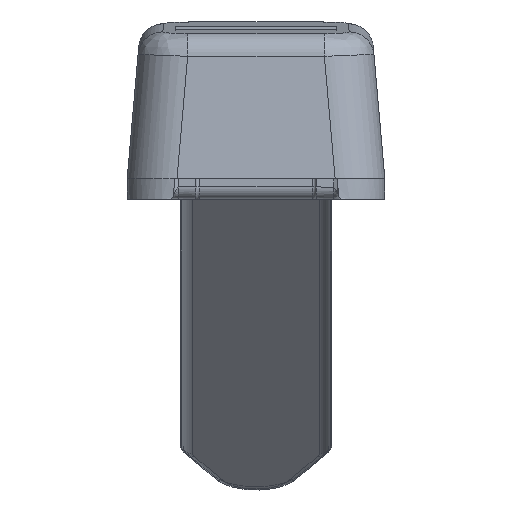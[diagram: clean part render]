
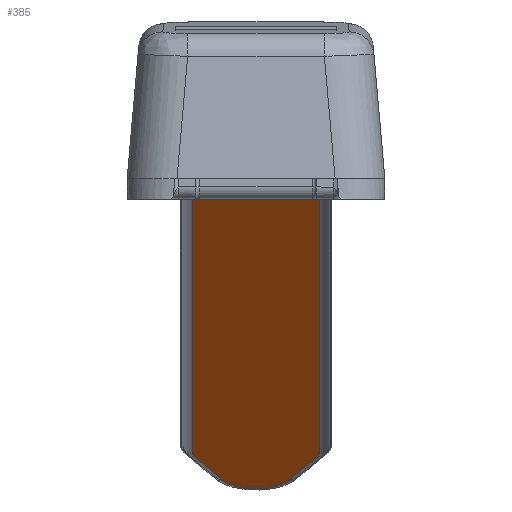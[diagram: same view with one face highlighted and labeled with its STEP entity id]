
A CAD part, left-side view. The second image highlights one B-rep face of the part: STEP entity #385.
In plain terms, the highlighted planar face has unit normal (-0.407, 0, -0.913).
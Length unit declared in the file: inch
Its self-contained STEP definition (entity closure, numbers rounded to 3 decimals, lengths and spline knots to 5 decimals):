
#385=ADVANCED_FACE('',(#657),#506,.T.);
#506=PLANE('',#3468);
#657=FACE_OUTER_BOUND('',#847,.T.);
#847=EDGE_LOOP('',(#1653,#1654,#1655,#1656,#1657,#1658,#1659,#1660));
#1012=CIRCLE('',#3451,0.045);
#1016=CIRCLE('',#3466,0.016);
#1017=CIRCLE('',#3467,0.016);
#1653=ORIENTED_EDGE('',*,*,#2601,.T.);
#1654=ORIENTED_EDGE('',*,*,#2602,.T.);
#1655=ORIENTED_EDGE('',*,*,#2603,.T.);
#1656=ORIENTED_EDGE('',*,*,#2604,.T.);
#1657=ORIENTED_EDGE('',*,*,#2605,.T.);
#1658=ORIENTED_EDGE('',*,*,#2566,.T.);
#1659=ORIENTED_EDGE('',*,*,#2574,.T.);
#1660=ORIENTED_EDGE('',*,*,#2606,.T.);
#2176=VERTEX_POINT('',#5450);
#2177=VERTEX_POINT('',#5452);
#2183=VERTEX_POINT('',#5478);
#2204=VERTEX_POINT('',#5583);
#2205=VERTEX_POINT('',#5584);
#2206=VERTEX_POINT('',#5586);
#2207=VERTEX_POINT('',#5588);
#2208=VERTEX_POINT('',#5590);
#2566=EDGE_CURVE('',#2177,#2176,#2907,.T.);
#2574=EDGE_CURVE('',#2176,#2183,#1012,.T.);
#2601=EDGE_CURVE('',#2204,#2205,#1016,.T.);
#2602=EDGE_CURVE('',#2205,#2206,#2924,.T.);
#2603=EDGE_CURVE('',#2206,#2207,#2925,.T.);
#2604=EDGE_CURVE('',#2207,#2208,#2926,.T.);
#2605=EDGE_CURVE('',#2208,#2177,#1017,.T.);
#2606=EDGE_CURVE('',#2183,#2204,#2927,.T.);
#2907=LINE('',#5451,#3179);
#2924=LINE('',#5585,#3196);
#2925=LINE('',#5587,#3197);
#2926=LINE('',#5589,#3198);
#2927=LINE('',#5592,#3199);
#3179=VECTOR('',#4134,1.);
#3196=VECTOR('',#4191,1.);
#3197=VECTOR('',#4192,1.);
#3198=VECTOR('',#4193,1.);
#3199=VECTOR('',#4196,1.);
#3451=AXIS2_PLACEMENT_3D('',#5479,#4143,#4144);
#3466=AXIS2_PLACEMENT_3D('',#5582,#4189,#4190);
#3467=AXIS2_PLACEMENT_3D('',#5591,#4194,#4195);
#3468=AXIS2_PLACEMENT_3D('',#5593,#4197,#4198);
#4134=DIRECTION('',(0.821,-0.438,-0.366));
#4143=DIRECTION('',(-0.407,0.,-0.914));
#4144=DIRECTION('',(-0.914,0.,0.407));
#4189=DIRECTION('',(-0.407,0.,-0.914));
#4190=DIRECTION('',(-0.914,0.,0.407));
#4191=DIRECTION('',(-0.914,0.,0.407));
#4192=DIRECTION('',(0.,1.,0.));
#4193=DIRECTION('',(0.914,0.,-0.407));
#4194=DIRECTION('',(-0.407,0.,-0.914));
#4195=DIRECTION('',(-0.914,0.,0.407));
#4196=DIRECTION('',(-0.821,-0.438,0.366));
#4197=DIRECTION('',(-0.407,0.,-0.914));
#4198=DIRECTION('',(-0.914,0.,0.407));
#5450=CARTESIAN_POINT('',(6.17039,1.04045,-0.37487));
#5451=CARTESIAN_POINT('',(6.17039,1.04045,-0.37487));
#5452=CARTESIAN_POINT('',(6.10147,1.07724,-0.34419));
#5478=CARTESIAN_POINT('',(6.17039,0.95955,-0.37487));
#5479=CARTESIAN_POINT('',(6.15237,1.,-0.36685));
#5582=CARTESIAN_POINT('',(6.09507,0.93714,-0.34134));
#5583=CARTESIAN_POINT('',(6.10147,0.92276,-0.34419));
#5584=CARTESIAN_POINT('',(6.09507,0.92114,-0.34134));
#5585=CARTESIAN_POINT('',(5.80571,0.92114,-0.2125));
#5586=CARTESIAN_POINT('',(5.38229,0.92114,-0.02399));
#5587=CARTESIAN_POINT('',(5.38229,1.093,-0.02399));
#5588=CARTESIAN_POINT('',(5.38229,1.07886,-0.02399));
#5589=CARTESIAN_POINT('',(5.80571,1.07886,-0.2125));
#5590=CARTESIAN_POINT('',(6.09507,1.07886,-0.34134));
#5591=CARTESIAN_POINT('',(6.09507,1.06286,-0.34134));
#5592=CARTESIAN_POINT('',(5.89034,0.81004,-0.25019));
#5593=CARTESIAN_POINT('',(5.80571,1.,-0.2125));
